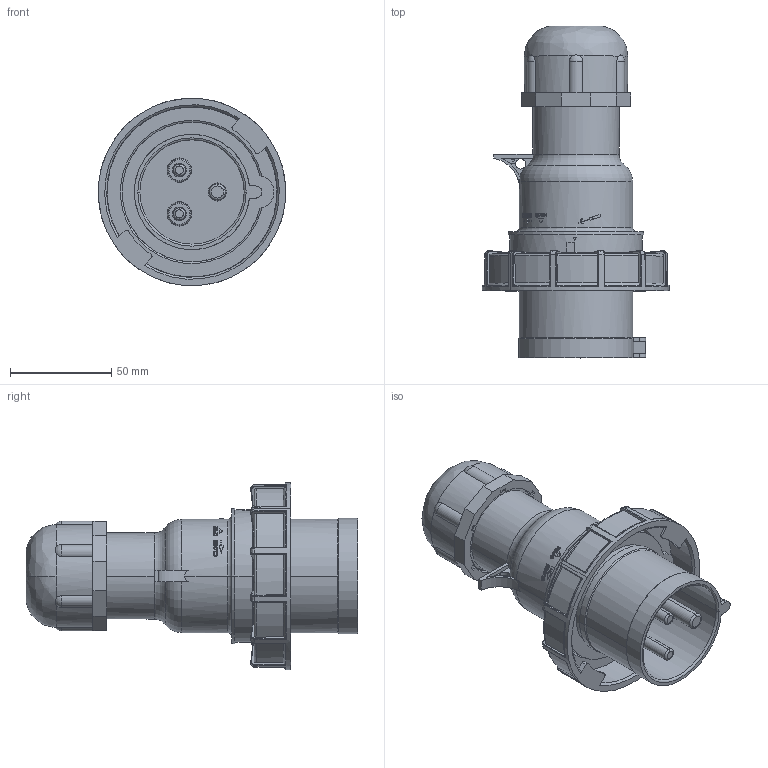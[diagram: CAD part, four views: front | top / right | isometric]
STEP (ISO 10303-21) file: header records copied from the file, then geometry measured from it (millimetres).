
FILE_DESCRIPTION((''),'2;1');
FILE_NAME('00_ASM','2021-10-13T14:09:02',('Administrator'),(''),'CREO PARAMETRIC BY PTC INC, 2021063','CREO PARAMETRIC BY PTC INC, 2021063','');
FILE_SCHEMA(('AUTOMOTIVE_DESIGN { 1 0 10303 214 1 1 1 1 }'));
Products named in the file (9): 32A3K00; 6__0001; 8__0001; 00; 32A4K000; WEISAI; XIANZHUA; LUOMU; 00_ASM
Assembly tree (9 placements, depth 2):
  00_ASM
    32A3K00
    6__0001  x2
    8__0001
    00
    32A4K000
    WEISAI
    XIANZHUA
    LUOMU
Bounding box: 92.48 x 163.93 x 92.48 mm (x, y, z)
Volume: 151490.1 mm3; surface area: 125188.2 mm2
Topology: 9 solids, 9 shells, 1363 faces, 4155 edges, 3001 vertices
Faces by surface type: plane 447, bspline 348, cylinder 271, cone 210, torus 81, sphere 6
Entity records: 66733 total; most frequent: CARTESIAN_POINT 28163, ORIENTED_EDGE 7186, DIRECTION 6148, EDGE_CURVE 3593, VERTEX_POINT 2316, AXIS2_PLACEMENT_3D 2131, VECTOR 1886, LINE 1886
